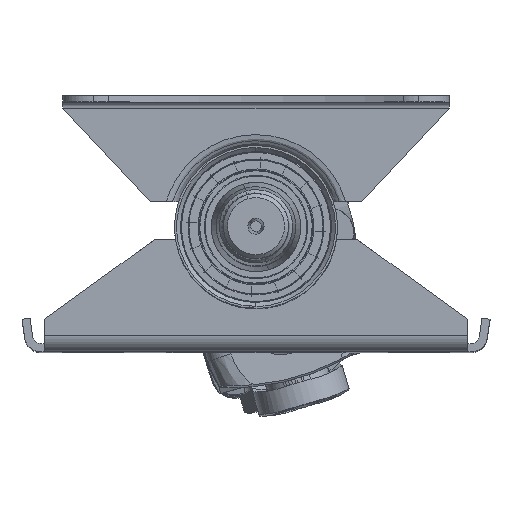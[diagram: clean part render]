
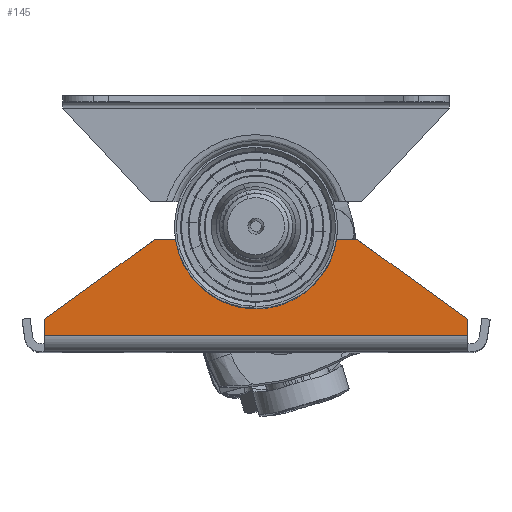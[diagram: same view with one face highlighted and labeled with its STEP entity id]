
A CAD part, top view. The second image highlights one B-rep face of the part: STEP entity #145.
In plain terms, the highlighted free-form (B-spline) face has degree [1, 1] with [2, 2] control points.
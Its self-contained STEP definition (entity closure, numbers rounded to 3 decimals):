
#114 = VERTEX_POINT('',#115);
#115 = CARTESIAN_POINT('',(23.537,-3.571,
    -103.557));
#120 = EDGE_CURVE('',#121,#114,#123,.T.);
#121 = VERTEX_POINT('',#122);
#122 = CARTESIAN_POINT('',(-23.537,-3.571,
    -103.557));
#123 = ( BOUNDED_CURVE() B_SPLINE_CURVE(2,(#124,#125,#126,#127,#128),
.UNSPECIFIED.,.F.,.F.) B_SPLINE_CURVE_WITH_KNOTS((3,2,3),(4.863
,6.283,7.703),.PIECEWISE_BEZIER_KNOTS.) CURVE() 
GEOMETRIC_REPRESENTATION_ITEM() RATIONAL_B_SPLINE_CURVE((1.,
0.758,1.,0.758,1.)) REPRESENTATION_ITEM('') );
#124 = CARTESIAN_POINT('',(-23.537,-3.571,
    -103.557));
#125 = CARTESIAN_POINT('',(-20.467,-23.806,
    -103.557));
#126 = CARTESIAN_POINT('',(0.,-23.806,
    -103.557));
#127 = CARTESIAN_POINT('',(20.467,-23.806,
    -103.557));
#128 = CARTESIAN_POINT('',(23.537,-3.571,
    -103.557));
#145 = ADVANCED_FACE('',(#146),#196,.T.);
#146 = FACE_BOUND('',#147,.T.);
#147 = EDGE_LOOP('',(#148,#149,#156,#163,#170,#177,#184,#191));
#148 = ORIENTED_EDGE('',*,*,#120,.F.);
#149 = ORIENTED_EDGE('',*,*,#150,.T.);
#150 = EDGE_CURVE('',#121,#151,#153,.T.);
#151 = VERTEX_POINT('',#152);
#152 = CARTESIAN_POINT('',(-29.758,-3.571,
    -103.557));
#153 = B_SPLINE_CURVE_WITH_KNOTS('',1,(#154,#155),.UNSPECIFIED.,.F.,.F.,
  (2,2),(71.774,77.),.PIECEWISE_BEZIER_KNOTS.);
#154 = CARTESIAN_POINT('',(-23.537,-3.571,
    -103.557));
#155 = CARTESIAN_POINT('',(-29.758,-3.571,
    -103.557));
#156 = ORIENTED_EDGE('',*,*,#157,.F.);
#157 = EDGE_CURVE('',#158,#151,#160,.T.);
#158 = VERTEX_POINT('',#159);
#159 = CARTESIAN_POINT('',(-61.896,-26.782,
    -103.557));
#160 = B_SPLINE_CURVE_WITH_KNOTS('',1,(#161,#162),.UNSPECIFIED.,.F.,.F.,
  (2,2),(-33.305,0.),.PIECEWISE_BEZIER_KNOTS.);
#161 = CARTESIAN_POINT('',(-61.896,-26.782,
    -103.557));
#162 = CARTESIAN_POINT('',(-29.758,-3.571,
    -103.557));
#163 = ORIENTED_EDGE('',*,*,#164,.F.);
#164 = EDGE_CURVE('',#165,#158,#167,.T.);
#165 = VERTEX_POINT('',#166);
#166 = CARTESIAN_POINT('',(-61.896,-31.543,
    -103.557));
#167 = B_SPLINE_CURVE_WITH_KNOTS('',1,(#168,#169),.UNSPECIFIED.,.F.,.F.,
  (2,2),(0.,4.),.PIECEWISE_BEZIER_KNOTS.);
#168 = CARTESIAN_POINT('',(-61.896,-31.543,
    -103.557));
#169 = CARTESIAN_POINT('',(-61.896,-26.782,
    -103.557));
#170 = ORIENTED_EDGE('',*,*,#171,.F.);
#171 = EDGE_CURVE('',#172,#165,#174,.T.);
#172 = VERTEX_POINT('',#173);
#173 = CARTESIAN_POINT('',(61.896,-31.543,
    -103.557));
#174 = B_SPLINE_CURVE_WITH_KNOTS('',1,(#175,#176),.UNSPECIFIED.,.F.,.F.,
  (2,2),(-0.,104.),.PIECEWISE_BEZIER_KNOTS.);
#175 = CARTESIAN_POINT('',(61.896,-31.543,
    -103.557));
#176 = CARTESIAN_POINT('',(-61.896,-31.543,
    -103.557));
#177 = ORIENTED_EDGE('',*,*,#178,.T.);
#178 = EDGE_CURVE('',#172,#179,#181,.T.);
#179 = VERTEX_POINT('',#180);
#180 = CARTESIAN_POINT('',(61.896,-26.782,
    -103.557));
#181 = B_SPLINE_CURVE_WITH_KNOTS('',1,(#182,#183),.UNSPECIFIED.,.F.,.F.,
  (2,2),(0.,4.),.PIECEWISE_BEZIER_KNOTS.);
#182 = CARTESIAN_POINT('',(61.896,-31.543,
    -103.557));
#183 = CARTESIAN_POINT('',(61.896,-26.782,
    -103.557));
#184 = ORIENTED_EDGE('',*,*,#185,.F.);
#185 = EDGE_CURVE('',#186,#179,#188,.T.);
#186 = VERTEX_POINT('',#187);
#187 = CARTESIAN_POINT('',(29.758,-3.571,
    -103.557));
#188 = B_SPLINE_CURVE_WITH_KNOTS('',1,(#189,#190),.UNSPECIFIED.,.F.,.F.,
  (2,2),(0.,33.305),.PIECEWISE_BEZIER_KNOTS.);
#189 = CARTESIAN_POINT('',(29.758,-3.571,
    -103.557));
#190 = CARTESIAN_POINT('',(61.896,-26.782,
    -103.557));
#191 = ORIENTED_EDGE('',*,*,#192,.T.);
#192 = EDGE_CURVE('',#186,#114,#193,.T.);
#193 = B_SPLINE_CURVE_WITH_KNOTS('',1,(#194,#195),.UNSPECIFIED.,.F.,.F.,
  (2,2),(27.,32.226),.PIECEWISE_BEZIER_KNOTS.);
#194 = CARTESIAN_POINT('',(29.758,-3.571,
    -103.557));
#195 = CARTESIAN_POINT('',(23.537,-3.571,
    -103.557));
#196 = B_SPLINE_SURFACE_WITH_KNOTS('',1,1,(
    (#197,#198)
    ,(#199,#200
    )),.UNSPECIFIED.,.F.,.F.,.F.,(2,2),(2,2),(-23.5,0.),(-104.,0.),
  .PIECEWISE_BEZIER_KNOTS.);
#197 = CARTESIAN_POINT('',(-61.896,-3.571,
    -103.557));
#198 = CARTESIAN_POINT('',(61.896,-3.571,
    -103.557));
#199 = CARTESIAN_POINT('',(-61.896,-31.543,
    -103.557));
#200 = CARTESIAN_POINT('',(61.896,-31.543,
    -103.557));
